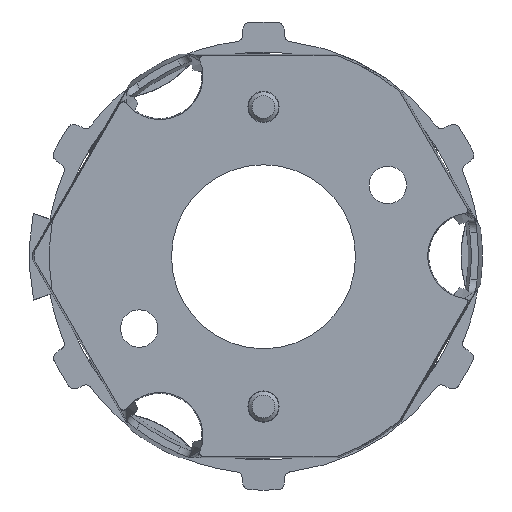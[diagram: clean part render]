
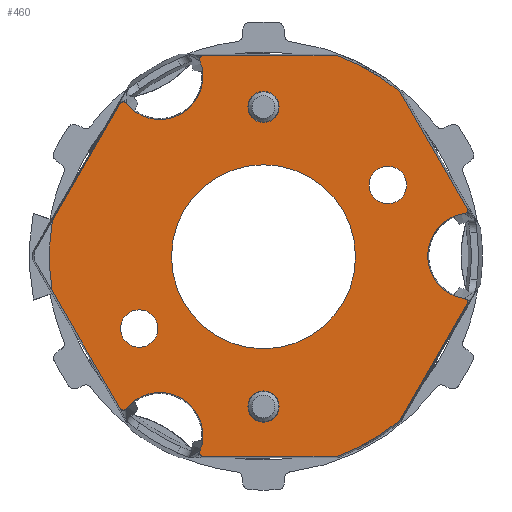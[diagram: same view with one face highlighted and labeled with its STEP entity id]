
A CAD part, front view. The second image highlights one B-rep face of the part: STEP entity #460.
In plain terms, the highlighted planar face has unit normal (0, -1, 0).
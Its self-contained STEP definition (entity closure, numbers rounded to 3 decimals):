
#460=ADVANCED_FACE('',(#1021,#1022,#1023,#1024,#1025,#1026),#1027,.F.);
#1021=FACE_BOUND('',#2592,.T.);
#1022=FACE_BOUND('',#2593,.T.);
#1023=FACE_BOUND('',#2594,.T.);
#1024=FACE_BOUND('',#2595,.T.);
#1025=FACE_BOUND('',#2596,.T.);
#1026=FACE_OUTER_BOUND('',#2597,.T.);
#1027=PLANE('',#2598);
#2592=EDGE_LOOP('',(#4267));
#2593=EDGE_LOOP('',(#4268));
#2594=EDGE_LOOP('',(#4269));
#2595=EDGE_LOOP('',(#4270));
#2596=EDGE_LOOP('',(#4271));
#2597=EDGE_LOOP('',(#4272,#4273,#4274,#4275,#4276,#4277,#4278,#4279,#4280,#4281,#4282,#4283,#4284,#4285,#4286,#4287,#4288,#4289));
#2598=AXIS2_PLACEMENT_3D('',#4290,#4291,#4292);
#4267=ORIENTED_EDGE('',*,*,#5875,.T.);
#4268=ORIENTED_EDGE('',*,*,#5876,.T.);
#4269=ORIENTED_EDGE('',*,*,#5877,.T.);
#4270=ORIENTED_EDGE('',*,*,#5878,.T.);
#4271=ORIENTED_EDGE('',*,*,#5879,.T.);
#4272=ORIENTED_EDGE('',*,*,#5880,.F.);
#4273=ORIENTED_EDGE('',*,*,#5881,.T.);
#4274=ORIENTED_EDGE('',*,*,#5882,.T.);
#4275=ORIENTED_EDGE('',*,*,#5843,.T.);
#4276=ORIENTED_EDGE('',*,*,#5883,.T.);
#4277=ORIENTED_EDGE('',*,*,#5884,.T.);
#4278=ORIENTED_EDGE('',*,*,#5885,.T.);
#4279=ORIENTED_EDGE('',*,*,#5867,.T.);
#4280=ORIENTED_EDGE('',*,*,#5886,.T.);
#4281=ORIENTED_EDGE('',*,*,#5471,.T.);
#4282=ORIENTED_EDGE('',*,*,#5887,.T.);
#4283=ORIENTED_EDGE('',*,*,#5853,.T.);
#4284=ORIENTED_EDGE('',*,*,#5888,.T.);
#4285=ORIENTED_EDGE('',*,*,#5889,.T.);
#4286=ORIENTED_EDGE('',*,*,#5848,.T.);
#4287=ORIENTED_EDGE('',*,*,#5890,.T.);
#4288=ORIENTED_EDGE('',*,*,#5839,.T.);
#4289=ORIENTED_EDGE('',*,*,#5432,.T.);
#4290=CARTESIAN_POINT('',(16.606,-0.5,0.062));
#4291=DIRECTION('',(-0.0,1.0,0.0));
#4292=DIRECTION('',(1.0,0.0,0.0));
#5432=EDGE_CURVE('',#6317,#6314,#6318,.T.);
#5471=EDGE_CURVE('',#6375,#6372,#6376,.T.);
#5839=EDGE_CURVE('',#6953,#6317,#6954,.T.);
#5843=EDGE_CURVE('',#6960,#6957,#6961,.T.);
#5848=EDGE_CURVE('',#6967,#6965,#6968,.T.);
#5853=EDGE_CURVE('',#6974,#6972,#6975,.T.);
#5867=EDGE_CURVE('',#6992,#6990,#6993,.T.);
#5875=EDGE_CURVE('',#7004,#7004,#7005,.T.);
#5876=EDGE_CURVE('',#7006,#7006,#7007,.T.);
#5877=EDGE_CURVE('',#7008,#7008,#7009,.T.);
#5878=EDGE_CURVE('',#7010,#7010,#7011,.T.);
#5879=EDGE_CURVE('',#7012,#7012,#7013,.T.);
#5880=EDGE_CURVE('',#7014,#6314,#7015,.T.);
#5881=EDGE_CURVE('',#7014,#7016,#7017,.T.);
#5882=EDGE_CURVE('',#7016,#6960,#7018,.T.);
#5883=EDGE_CURVE('',#6957,#7019,#7020,.T.);
#5884=EDGE_CURVE('',#7019,#7021,#7022,.T.);
#5885=EDGE_CURVE('',#7021,#6992,#7023,.T.);
#5886=EDGE_CURVE('',#6990,#6375,#7024,.T.);
#5887=EDGE_CURVE('',#6372,#6974,#7025,.T.);
#5888=EDGE_CURVE('',#6972,#7026,#7027,.T.);
#5889=EDGE_CURVE('',#7026,#6967,#7028,.T.);
#5890=EDGE_CURVE('',#6965,#6953,#7029,.T.);
#6314=VERTEX_POINT('',#7684);
#6317=VERTEX_POINT('',#7688);
#6318=LINE('',#7689,#7690);
#6372=VERTEX_POINT('',#7854);
#6375=VERTEX_POINT('',#7860);
#6376=CIRCLE('',#7861,3.45);
#6953=VERTEX_POINT('',#9348);
#6954=CIRCLE('',#9349,0.299);
#6957=VERTEX_POINT('',#9355);
#6960=VERTEX_POINT('',#9361);
#6961=CIRCLE('',#9362,3.45);
#6965=VERTEX_POINT('',#9369);
#6967=VERTEX_POINT('',#9374);
#6968=CIRCLE('',#9375,0.3);
#6972=VERTEX_POINT('',#9393);
#6974=VERTEX_POINT('',#9396);
#6975=LINE('',#9397,#9398);
#6990=VERTEX_POINT('',#9439);
#6992=VERTEX_POINT('',#9444);
#6993=LINE('',#9445,#9446);
#7004=VERTEX_POINT('',#9467);
#7005=CIRCLE('',#9468,7.374);
#7006=VERTEX_POINT('',#9469);
#7007=CIRCLE('',#9470,1.5);
#7008=VERTEX_POINT('',#9471);
#7009=CIRCLE('',#9472,1.25);
#7010=VERTEX_POINT('',#9473);
#7011=CIRCLE('',#9474,1.25);
#7012=VERTEX_POINT('',#9475);
#7013=CIRCLE('',#9476,1.5);
#7014=VERTEX_POINT('',#9477);
#7015=CIRCLE('',#9478,17.153);
#7016=VERTEX_POINT('',#9479);
#7017=LINE('',#9480,#9481);
#7018=CIRCLE('',#9482,0.3);
#7019=VERTEX_POINT('',#9483);
#7020=CIRCLE('',#9484,0.299);
#7021=VERTEX_POINT('',#9485);
#7022=LINE('',#9486,#9487);
#7023=CIRCLE('',#9488,17.105);
#7024=CIRCLE('',#9489,0.3);
#7025=CIRCLE('',#9490,0.299);
#7026=VERTEX_POINT('',#9491);
#7027=CIRCLE('',#9492,17.105);
#7028=LINE('',#9493,#9494);
#7029=CIRCLE('',#9495,3.45);
#7684=CARTESIAN_POINT('',(-16.908,-0.5,2.887));
#7688=CARTESIAN_POINT('',(-11.489,-0.5,12.273));
#7689=CARTESIAN_POINT('',(-11.489,-0.5,12.273));
#7690=VECTOR('',#10162,1.0);
#7854=CARTESIAN_POINT('',(16.097,-0.5,3.474));
#7860=CARTESIAN_POINT('',(16.097,-0.5,-3.351));
#7861=AXIS2_PLACEMENT_3D('',#10194,#10195,#10196);
#9348=CARTESIAN_POINT('',(-11.003,-0.5,12.296));
#9349=AXIS2_PLACEMENT_3D('',#10500,#10501,#10502);
#9355=CARTESIAN_POINT('',(-5.093,-0.5,-15.585));
#9361=CARTESIAN_POINT('',(-11.004,-0.5,-12.172));
#9362=AXIS2_PLACEMENT_3D('',#10503,#10504,#10505);
#9369=CARTESIAN_POINT('',(-5.093,-0.5,15.708));
#9374=CARTESIAN_POINT('',(-4.831,-0.5,16.117));
#9375=AXIS2_PLACEMENT_3D('',#10509,#10510,#10511);
#9393=CARTESIAN_POINT('',(10.954,-0.5,13.199));
#9396=CARTESIAN_POINT('',(16.32,-0.5,3.906));
#9397=CARTESIAN_POINT('',(16.32,-0.5,3.906));
#9398=VECTOR('',#10513,1.0);
#9439=CARTESIAN_POINT('',(16.32,-0.5,-3.782));
#9444=CARTESIAN_POINT('',(10.954,-0.5,-13.076));
#9445=CARTESIAN_POINT('',(10.954,-0.5,-13.076));
#9446=VECTOR('',#10524,1.0);
#9467=CARTESIAN_POINT('',(0.,-0.5,-7.374));
#9468=AXIS2_PLACEMENT_3D('',#10529,#10530,#10531);
#9469=CARTESIAN_POINT('',(10.709,-0.5,4.451));
#9470=AXIS2_PLACEMENT_3D('',#10532,#10533,#10534);
#9471=CARTESIAN_POINT('',(1.25,-0.5,12.0));
#9472=AXIS2_PLACEMENT_3D('',#10535,#10536,#10537);
#9473=CARTESIAN_POINT('',(1.25,-0.5,-12.0));
#9474=AXIS2_PLACEMENT_3D('',#10538,#10539,#10540);
#9475=CARTESIAN_POINT('',(-10.709,-0.5,-4.451));
#9476=AXIS2_PLACEMENT_3D('',#10541,#10542,#10543);
#9477=CARTESIAN_POINT('',(-16.937,-0.5,-2.714));
#9478=AXIS2_PLACEMENT_3D('',#10544,#10545,#10546);
#9479=CARTESIAN_POINT('',(-11.489,-0.5,-12.149));
#9480=CARTESIAN_POINT('',(-18.25,-0.5,-0.438));
#9481=VECTOR('',#10547,1.0);
#9482=AXIS2_PLACEMENT_3D('',#10548,#10549,#10550);
#9483=CARTESIAN_POINT('',(-4.831,-0.5,-15.993));
#9484=AXIS2_PLACEMENT_3D('',#10551,#10552,#10553);
#9485=CARTESIAN_POINT('',(5.901,-0.5,-15.994));
#9486=CARTESIAN_POINT('',(-4.831,-0.5,-15.994));
#9487=VECTOR('',#10554,1.0);
#9488=AXIS2_PLACEMENT_3D('',#10555,#10556,#10557);
#9489=AXIS2_PLACEMENT_3D('',#10558,#10559,#10560);
#9490=AXIS2_PLACEMENT_3D('',#10561,#10562,#10563);
#9491=CARTESIAN_POINT('',(5.901,-0.5,16.117));
#9492=AXIS2_PLACEMENT_3D('',#10564,#10565,#10566);
#9493=CARTESIAN_POINT('',(5.901,-0.5,16.117));
#9494=VECTOR('',#10567,1.0);
#9495=AXIS2_PLACEMENT_3D('',#10568,#10569,#10570);
#10162=DIRECTION('',(-0.5,0.0,-0.866));
#10194=CARTESIAN_POINT('',(16.606,-0.5,0.062));
#10195=DIRECTION('',(0.0,1.0,0.0));
#10196=DIRECTION('',(0.,0.0,-1.0));
#10500=CARTESIAN_POINT('',(-11.238,-0.5,12.109));
#10501=DIRECTION('',(0.0,-1.0,0.0));
#10502=DIRECTION('',(0.0,0.0,-1.0));
#10503=CARTESIAN_POINT('',(-8.303,-0.5,-14.32));
#10504=DIRECTION('',(0.0,1.0,0.0));
#10505=DIRECTION('',(0.,0.0,-1.0));
#10509=CARTESIAN_POINT('',(-4.814,-0.5,15.818));
#10510=DIRECTION('',(0.0,-1.0,0.0));
#10511=DIRECTION('',(0.0,0.0,-1.0));
#10513=DIRECTION('',(-0.5,0.0,0.866));
#10524=DIRECTION('',(0.5,0.0,0.866));
#10529=CARTESIAN_POINT('',(0.,-0.5,0.));
#10530=DIRECTION('',(0.0,1.0,0.0));
#10531=DIRECTION('',(0.,0.0,-1.0));
#10532=CARTESIAN_POINT('',(9.959,-0.5,5.75));
#10533=DIRECTION('',(0.0,1.0,0.0));
#10534=DIRECTION('',(0.5,0.0,-0.866));
#10535=CARTESIAN_POINT('',(0.,-0.5,12.0));
#10536=DIRECTION('',(-0.0,1.0,0.0));
#10537=DIRECTION('',(1.0,0.0,0.0));
#10538=CARTESIAN_POINT('',(0.,-0.5,-12.0));
#10539=DIRECTION('',(-0.0,1.0,0.0));
#10540=DIRECTION('',(1.0,0.0,0.0));
#10541=CARTESIAN_POINT('',(-9.959,-0.5,-5.75));
#10542=DIRECTION('',(0.0,1.0,0.0));
#10543=DIRECTION('',(-0.5,0.0,0.866));
#10544=CARTESIAN_POINT('',(0.0,-0.5,0.0));
#10545=DIRECTION('',(-0.0,1.0,0.0));
#10546=DIRECTION('',(1.0,0.0,0.0));
#10547=DIRECTION('',(0.5,0.0,-0.866));
#10548=CARTESIAN_POINT('',(-11.238,-0.5,-11.986));
#10549=DIRECTION('',(0.0,-1.0,0.0));
#10550=DIRECTION('',(0.0,0.0,-1.0));
#10551=CARTESIAN_POINT('',(-4.814,-0.5,-15.694));
#10552=DIRECTION('',(0.0,-1.0,0.0));
#10553=DIRECTION('',(0.0,0.0,-1.0));
#10554=DIRECTION('',(1.0,0.0,0.));
#10555=CARTESIAN_POINT('',(0.,-0.5,0.062));
#10556=DIRECTION('',(0.0,-1.0,-0.0));
#10557=DIRECTION('',(0.,0.0,-1.0));
#10558=CARTESIAN_POINT('',(16.052,-0.5,-3.647));
#10559=DIRECTION('',(0.0,-1.0,0.0));
#10560=DIRECTION('',(0.0,0.0,-1.0));
#10561=CARTESIAN_POINT('',(16.052,-0.5,3.77));
#10562=DIRECTION('',(0.0,-1.0,0.0));
#10563=DIRECTION('',(0.0,0.0,-1.0));
#10564=CARTESIAN_POINT('',(0.,-0.5,0.062));
#10565=DIRECTION('',(0.0,-1.0,-0.0));
#10566=DIRECTION('',(0.,0.0,-1.0));
#10567=DIRECTION('',(-1.0,0.0,0.));
#10568=CARTESIAN_POINT('',(-8.303,-0.5,14.443));
#10569=DIRECTION('',(0.0,1.0,0.0));
#10570=DIRECTION('',(0.,0.0,-1.0));
